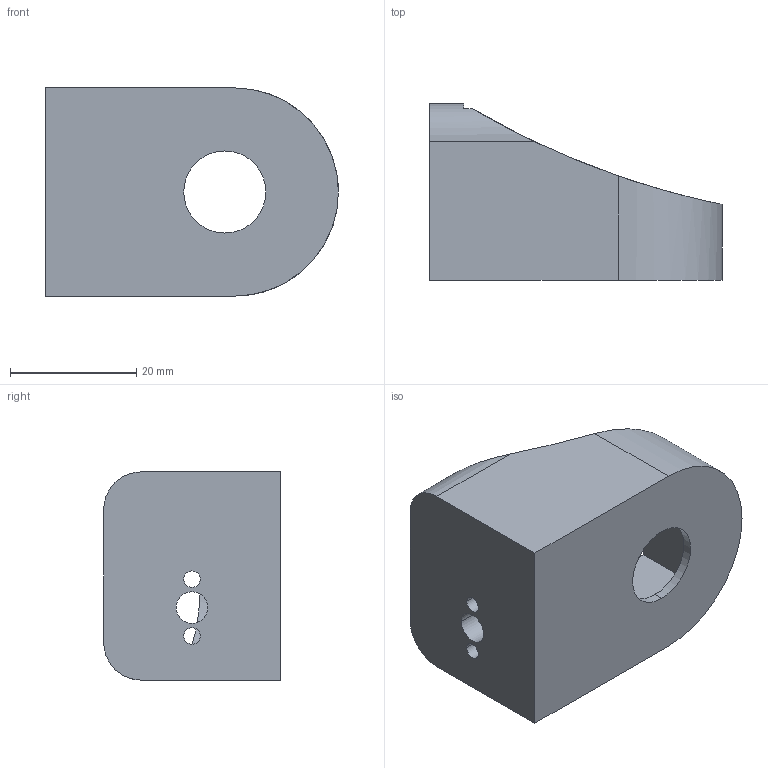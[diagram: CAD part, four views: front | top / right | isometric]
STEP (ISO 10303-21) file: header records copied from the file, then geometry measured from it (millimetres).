
FILE_DESCRIPTION (( 'STEP AP203' ), '1' );
FILE_NAME ('Wrist_Default_sldprt.STEP', '2025-04-14T10:33:02', ( '' ), ( '' ), 'SwSTEP 2.0', 'SolidWorks 2023', '' );
FILE_SCHEMA (( 'CONFIG_CONTROL_DESIGN' ));
Length unit declared in the file: millimetre
Products named in the file (1): Wrist_Default_sldprt
Bounding box: 46.4 x 28 x 33 mm (x, y, z)
Volume: 16850.4 mm3; surface area: 7597.1 mm2
Topology: 1 solids, 1 shells, 38 faces, 96 edges, 62 vertices
Faces by surface type: plane 18, cylinder 18, bspline 2
Entity records: 1453 total; most frequent: CARTESIAN_POINT 442, ORIENTED_EDGE 192, DIRECTION 191, EDGE_CURVE 96, AXIS2_PLACEMENT_3D 70, VERTEX_POINT 62, LINE 51, VECTOR 51
